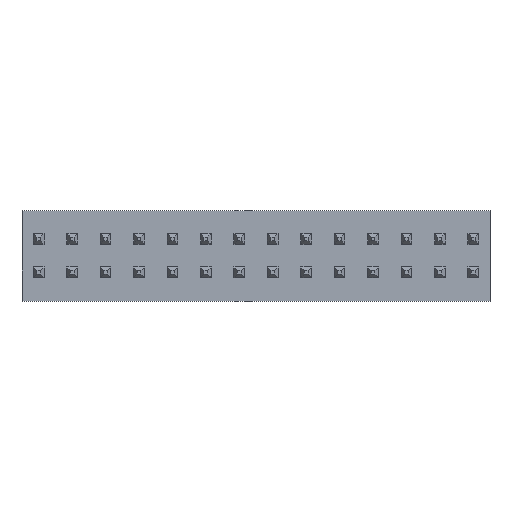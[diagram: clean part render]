
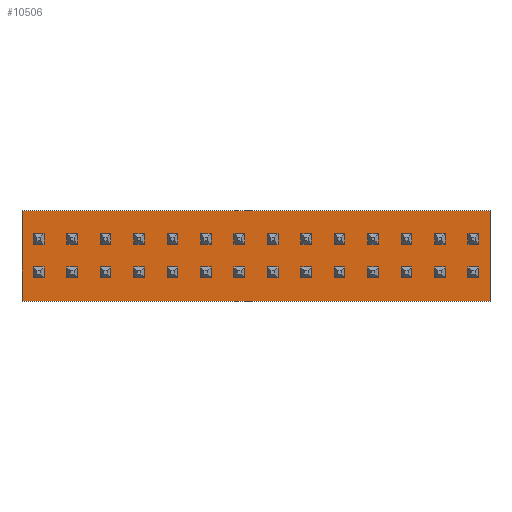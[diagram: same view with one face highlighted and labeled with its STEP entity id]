
A CAD part, top view. The second image highlights one B-rep face of the part: STEP entity #10506.
In plain terms, the highlighted face is planar.
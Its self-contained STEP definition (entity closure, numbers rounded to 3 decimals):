
#10374 = EDGE_CURVE('',#10375,#10377,#10379,.T.);
#10375 = VERTEX_POINT('',#10376);
#10376 = CARTESIAN_POINT('',(-8.89,1.778,-1.715));
#10377 = VERTEX_POINT('',#10378);
#10378 = CARTESIAN_POINT('',(-8.89,1.778,1.715));
#10379 = LINE('',#10380,#10381);
#10380 = CARTESIAN_POINT('',(-8.89,1.778,-1.715));
#10381 = VECTOR('',#10382,1.);
#10382 = DIRECTION('',(0.,0.,1.));
#10414 = EDGE_CURVE('',#10377,#10415,#10417,.T.);
#10415 = VERTEX_POINT('',#10416);
#10416 = CARTESIAN_POINT('',(8.89,1.778,1.715));
#10417 = LINE('',#10418,#10419);
#10418 = CARTESIAN_POINT('',(-8.89,1.778,1.715));
#10419 = VECTOR('',#10420,1.);
#10420 = DIRECTION('',(1.,0.,0.));
#10445 = EDGE_CURVE('',#10415,#10446,#10448,.T.);
#10446 = VERTEX_POINT('',#10447);
#10447 = CARTESIAN_POINT('',(8.89,1.778,-1.715));
#10448 = LINE('',#10449,#10450);
#10449 = CARTESIAN_POINT('',(8.89,1.778,1.715));
#10450 = VECTOR('',#10451,1.);
#10451 = DIRECTION('',(0.,0.,-1.));
#10476 = EDGE_CURVE('',#10446,#10375,#10477,.T.);
#10477 = LINE('',#10478,#10479);
#10478 = CARTESIAN_POINT('',(8.89,1.778,-1.715));
#10479 = VECTOR('',#10480,1.);
#10480 = DIRECTION('',(-1.,0.,0.));
#10506 = ADVANCED_FACE('',(#10507),#10513,.T.);
#10507 = FACE_BOUND('',#10508,.T.);
#10508 = EDGE_LOOP('',(#10509,#10510,#10511,#10512));
#10509 = ORIENTED_EDGE('',*,*,#10374,.T.);
#10510 = ORIENTED_EDGE('',*,*,#10414,.T.);
#10511 = ORIENTED_EDGE('',*,*,#10445,.T.);
#10512 = ORIENTED_EDGE('',*,*,#10476,.T.);
#10513 = PLANE('',#10514);
#10514 = AXIS2_PLACEMENT_3D('',#10515,#10516,#10517);
#10515 = CARTESIAN_POINT('',(0.,1.778,0.));
#10516 = DIRECTION('',(0.,1.,0.));
#10517 = DIRECTION('',(0.,-0.,1.));
